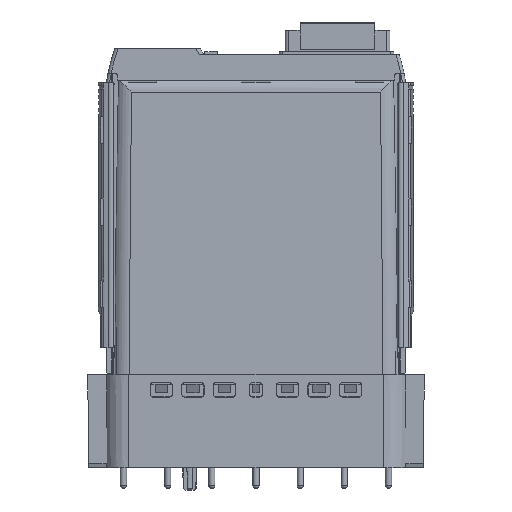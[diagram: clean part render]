
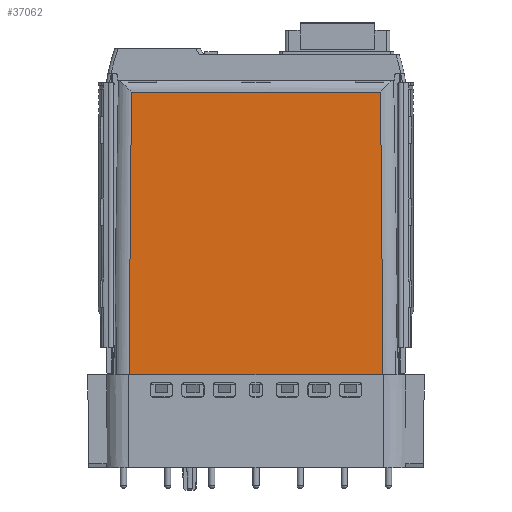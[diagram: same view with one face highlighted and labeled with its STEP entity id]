
A CAD part, front view. The second image highlights one B-rep face of the part: STEP entity #37062.
In plain terms, the highlighted planar face has unit normal (0, -1, 0.009).
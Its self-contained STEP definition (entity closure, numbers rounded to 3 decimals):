
#151=DIRECTION('',(-1.,0.,0.));
#152=VECTOR('',#151,78.937);
#153=CARTESIAN_POINT('',(39.469,-10.968,-5.948));
#154=LINE('',#153,#152);
#228=CARTESIAN_POINT('',(39.469,-10.968,-5.948));
#6006=DIRECTION('',(-1.,0.,0.));
#6007=VECTOR('',#6006,75.826);
#6008=CARTESIAN_POINT('',(37.913,-11.75,
-95.657));
#6009=LINE('',#6008,#6007);
#6010=DIRECTION('',(-1.,0.,0.));
#6011=VECTOR('',#6010,2.309);
#6012=CARTESIAN_POINT('',(-37.941,-11.75,-95.5));
#6013=LINE('',#6012,#6011);
#6014=DIRECTION('',(0.009,0.009,1.));
#6015=VECTOR('',#6014,89.559);
#6016=CARTESIAN_POINT('',(-40.25,-11.75,
-95.5));
#6017=LINE('',#6016,#6015);
#6018=DIRECTION('',(0.009,-0.009,-1.));
#6019=VECTOR('',#6018,89.559);
#6020=CARTESIAN_POINT('',(39.469,-10.968,
-5.948));
#6021=LINE('',#6020,#6019);
#6030=DIRECTION('',(0.174,-0.003,-0.985));
#6031=VECTOR('',#6030,0.16);
#6032=CARTESIAN_POINT('',(-37.941,-11.75,-95.5));
#6033=LINE('',#6032,#6031);
#6197=DIRECTION('',(0.174,0.003,0.985));
#6198=VECTOR('',#6197,0.16);
#6199=CARTESIAN_POINT('',(37.913,-11.75,
-95.657));
#6200=LINE('',#6199,#6198);
#6201=DIRECTION('',(1.,0.,0.));
#6202=VECTOR('',#6201,2.309);
#6203=CARTESIAN_POINT('',(37.941,-11.75,-95.5));
#6204=LINE('',#6203,#6202);
#6209=CARTESIAN_POINT('',(40.25,-11.75,
-95.5));
#23570=VERTEX_POINT('',#228);
#23571=CARTESIAN_POINT('',(-39.469,-10.968,
-5.948));
#23572=VERTEX_POINT('',#23571);
#23583=VERTEX_POINT('',#6209);
#24528=CARTESIAN_POINT('',(-37.913,-11.75,
-95.657));
#24529=VERTEX_POINT('',#24528);
#24530=CARTESIAN_POINT('',(37.913,-11.75,
-95.657));
#24531=VERTEX_POINT('',#24530);
#25461=CARTESIAN_POINT('',(-40.25,-11.75,
-95.5));
#25462=VERTEX_POINT('',#25461);
#25464=CARTESIAN_POINT('',(-37.941,-11.75,-95.5));
#25465=VERTEX_POINT('',#25464);
#25466=CARTESIAN_POINT('',(37.941,-11.75,-95.5));
#25467=VERTEX_POINT('',#25466);
#37043=CARTESIAN_POINT('',(-49.025,-11.75,-95.5));
#37044=DIRECTION('',(0.,-1.,0.009));
#37045=DIRECTION('',(1.,0.,0.));
#37046=AXIS2_PLACEMENT_3D('',#37043,#37044,#37045);
#37047=PLANE('',#37046);
#37048=ORIENTED_EDGE('',*,*,#33684,.T.);
#37050=ORIENTED_EDGE('',*,*,#37049,.F.);
#37052=ORIENTED_EDGE('',*,*,#37051,.T.);
#37053=ORIENTED_EDGE('',*,*,#37026,.T.);
#37054=ORIENTED_EDGE('',*,*,#29238,.F.);
#37055=ORIENTED_EDGE('',*,*,#29426,.T.);
#37057=ORIENTED_EDGE('',*,*,#37056,.F.);
#37059=ORIENTED_EDGE('',*,*,#37058,.F.);
#37060=EDGE_LOOP('',(#37048,#37050,#37052,#37053,#37054,#37055,#37057,#37059));
#37061=FACE_OUTER_BOUND('',#37060,.F.);
#37062=ADVANCED_FACE('',(#37061),#37047,.T.);
#29238=EDGE_CURVE('',#23570,#23572,#154,.T.);
#29426=EDGE_CURVE('',#23570,#23583,#6021,.T.);
#33684=EDGE_CURVE('',#24531,#24529,#6009,.T.);
#37026=EDGE_CURVE('',#25462,#23572,#6017,.T.);
#37049=EDGE_CURVE('',#25465,#24529,#6033,.T.);
#37051=EDGE_CURVE('',#25465,#25462,#6013,.T.);
#37056=EDGE_CURVE('',#25467,#23583,#6204,.T.);
#37058=EDGE_CURVE('',#24531,#25467,#6200,.T.);
